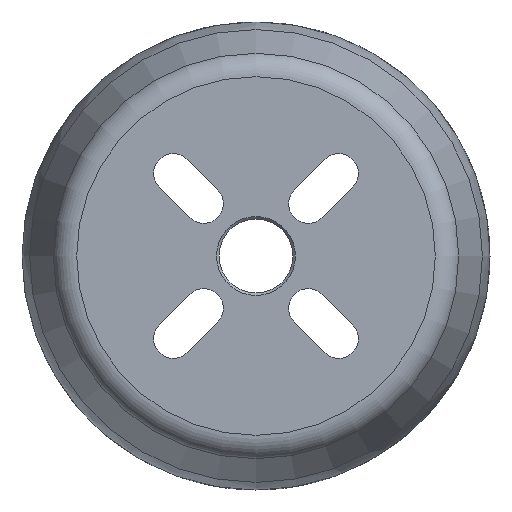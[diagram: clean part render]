
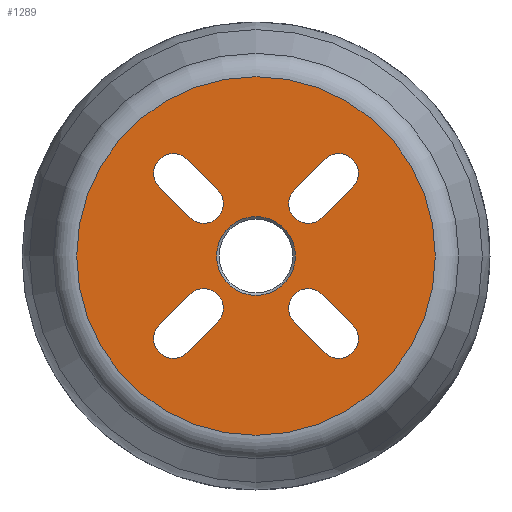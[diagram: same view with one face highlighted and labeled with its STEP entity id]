
A CAD part, front view. The second image highlights one B-rep face of the part: STEP entity #1289.
In plain terms, the highlighted planar face has unit normal (0, -1, 0).
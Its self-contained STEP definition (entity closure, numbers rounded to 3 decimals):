
#47=PLANE('',#1378);
#92=CIRCLE('',#1373,14.558);
#96=CIRCLE('',#1379,1.6);
#97=CIRCLE('',#1380,1.6);
#98=CIRCLE('',#1381,1.6);
#99=CIRCLE('',#1382,1.6);
#100=CIRCLE('',#1383,1.6);
#101=CIRCLE('',#1384,1.6);
#102=CIRCLE('',#1385,1.6);
#103=CIRCLE('',#1386,1.6);
#104=CIRCLE('',#1387,3.2);
#149=FACE_BOUND('',#265,.T.);
#150=FACE_BOUND('',#266,.T.);
#151=FACE_BOUND('',#267,.T.);
#152=FACE_BOUND('',#268,.T.);
#153=FACE_BOUND('',#269,.T.);
#195=FACE_OUTER_BOUND('',#264,.T.);
#264=EDGE_LOOP('',(#923));
#265=EDGE_LOOP('',(#924,#925,#926,#927));
#266=EDGE_LOOP('',(#928,#929,#930,#931));
#267=EDGE_LOOP('',(#932,#933,#934,#935));
#268=EDGE_LOOP('',(#936,#937,#938,#939));
#269=EDGE_LOOP('',(#940));
#366=LINE('',#2337,#465);
#367=LINE('',#2341,#466);
#368=LINE('',#2345,#467);
#369=LINE('',#2349,#468);
#370=LINE('',#2353,#469);
#371=LINE('',#2357,#470);
#372=LINE('',#2361,#471);
#373=LINE('',#2365,#472);
#465=VECTOR('',#1550,10.);
#466=VECTOR('',#1553,10.);
#467=VECTOR('',#1556,10.);
#468=VECTOR('',#1559,10.);
#469=VECTOR('',#1562,10.);
#470=VECTOR('',#1565,10.);
#471=VECTOR('',#1568,10.);
#472=VECTOR('',#1571,10.);
#571=VERTEX_POINT('',#2324);
#574=VERTEX_POINT('',#2335);
#575=VERTEX_POINT('',#2336);
#576=VERTEX_POINT('',#2338);
#577=VERTEX_POINT('',#2340);
#578=VERTEX_POINT('',#2343);
#579=VERTEX_POINT('',#2344);
#580=VERTEX_POINT('',#2346);
#581=VERTEX_POINT('',#2348);
#582=VERTEX_POINT('',#2351);
#583=VERTEX_POINT('',#2352);
#584=VERTEX_POINT('',#2354);
#585=VERTEX_POINT('',#2356);
#586=VERTEX_POINT('',#2359);
#587=VERTEX_POINT('',#2360);
#588=VERTEX_POINT('',#2362);
#589=VERTEX_POINT('',#2364);
#590=VERTEX_POINT('',#2367);
#708=EDGE_CURVE('',#571,#571,#92,.T.);
#713=EDGE_CURVE('',#574,#575,#366,.T.);
#714=EDGE_CURVE('',#575,#576,#96,.T.);
#715=EDGE_CURVE('',#576,#577,#367,.T.);
#716=EDGE_CURVE('',#577,#574,#97,.T.);
#717=EDGE_CURVE('',#578,#579,#368,.T.);
#718=EDGE_CURVE('',#579,#580,#98,.T.);
#719=EDGE_CURVE('',#580,#581,#369,.T.);
#720=EDGE_CURVE('',#581,#578,#99,.T.);
#721=EDGE_CURVE('',#582,#583,#370,.T.);
#722=EDGE_CURVE('',#583,#584,#100,.T.);
#723=EDGE_CURVE('',#584,#585,#371,.T.);
#724=EDGE_CURVE('',#585,#582,#101,.T.);
#725=EDGE_CURVE('',#586,#587,#372,.T.);
#726=EDGE_CURVE('',#587,#588,#102,.T.);
#727=EDGE_CURVE('',#588,#589,#373,.T.);
#728=EDGE_CURVE('',#589,#586,#103,.T.);
#729=EDGE_CURVE('',#590,#590,#104,.T.);
#923=ORIENTED_EDGE('',*,*,#708,.F.);
#924=ORIENTED_EDGE('',*,*,#713,.T.);
#925=ORIENTED_EDGE('',*,*,#714,.T.);
#926=ORIENTED_EDGE('',*,*,#715,.T.);
#927=ORIENTED_EDGE('',*,*,#716,.T.);
#928=ORIENTED_EDGE('',*,*,#717,.T.);
#929=ORIENTED_EDGE('',*,*,#718,.T.);
#930=ORIENTED_EDGE('',*,*,#719,.T.);
#931=ORIENTED_EDGE('',*,*,#720,.T.);
#932=ORIENTED_EDGE('',*,*,#721,.T.);
#933=ORIENTED_EDGE('',*,*,#722,.T.);
#934=ORIENTED_EDGE('',*,*,#723,.T.);
#935=ORIENTED_EDGE('',*,*,#724,.T.);
#936=ORIENTED_EDGE('',*,*,#725,.T.);
#937=ORIENTED_EDGE('',*,*,#726,.T.);
#938=ORIENTED_EDGE('',*,*,#727,.T.);
#939=ORIENTED_EDGE('',*,*,#728,.T.);
#940=ORIENTED_EDGE('',*,*,#729,.F.);
#1289=ADVANCED_FACE('',(#195,#149,#150,#151,#152,#153),#47,.F.);
#1373=AXIS2_PLACEMENT_3D('',#2326,#1537,#1538);
#1378=AXIS2_PLACEMENT_3D('',#2334,#1548,#1549);
#1379=AXIS2_PLACEMENT_3D('',#2339,#1551,#1552);
#1380=AXIS2_PLACEMENT_3D('',#2342,#1554,#1555);
#1381=AXIS2_PLACEMENT_3D('',#2347,#1557,#1558);
#1382=AXIS2_PLACEMENT_3D('',#2350,#1560,#1561);
#1383=AXIS2_PLACEMENT_3D('',#2355,#1563,#1564);
#1384=AXIS2_PLACEMENT_3D('',#2358,#1566,#1567);
#1385=AXIS2_PLACEMENT_3D('',#2363,#1569,#1570);
#1386=AXIS2_PLACEMENT_3D('',#2366,#1572,#1573);
#1387=AXIS2_PLACEMENT_3D('',#2368,#1574,#1575);
#1537=DIRECTION('center_axis',(0.,1.,0.));
#1538=DIRECTION('ref_axis',(1.,0.,0.));
#1548=DIRECTION('center_axis',(0.,1.,0.));
#1549=DIRECTION('ref_axis',(0.,0.,1.));
#1550=DIRECTION('',(-0.708,0.,0.706));
#1551=DIRECTION('center_axis',(0.,1.,0.));
#1552=DIRECTION('ref_axis',(-0.708,0.,-0.706));
#1553=DIRECTION('',(0.706,0.,-0.708));
#1554=DIRECTION('center_axis',(0.,1.,0.));
#1555=DIRECTION('ref_axis',(0.645,0.,0.764));
#1556=DIRECTION('',(-0.706,0.,0.708));
#1557=DIRECTION('center_axis',(0.,1.,0.));
#1558=DIRECTION('ref_axis',(-0.645,0.,-0.764));
#1559=DIRECTION('',(0.708,0.,-0.706));
#1560=DIRECTION('center_axis',(0.,1.,0.));
#1561=DIRECTION('ref_axis',(0.708,0.,0.706));
#1562=DIRECTION('',(0.706,0.,0.708));
#1563=DIRECTION('center_axis',(0.,1.,0.));
#1564=DIRECTION('ref_axis',(-0.706,0.,0.708));
#1565=DIRECTION('',(-0.708,0.,-0.706));
#1566=DIRECTION('center_axis',(0.,1.,0.));
#1567=DIRECTION('ref_axis',(0.764,0.,-0.645));
#1568=DIRECTION('',(-0.706,0.,-0.708));
#1569=DIRECTION('center_axis',(0.,1.,0.));
#1570=DIRECTION('ref_axis',(0.706,0.,-0.708));
#1571=DIRECTION('',(0.708,0.,0.706));
#1572=DIRECTION('center_axis',(0.,1.,0.));
#1573=DIRECTION('ref_axis',(-0.764,0.,0.645));
#1574=DIRECTION('center_axis',(0.,-1.,0.));
#1575=DIRECTION('ref_axis',(1.,0.,0.));
#2324=CARTESIAN_POINT('',(135.,-74.,-10.558));
#2326=CARTESIAN_POINT('Origin',(135.,-74.,4.));
#2334=CARTESIAN_POINT('Origin',(135.,-74.,4.));
#2335=CARTESIAN_POINT('',(140.495,-74.,-3.75));
#2336=CARTESIAN_POINT('',(138.109,-74.,-1.372));
#2337=CARTESIAN_POINT('',(135.986,-74.,0.744));
#2338=CARTESIAN_POINT('',(140.376,-74.,0.887));
#2339=CARTESIAN_POINT('Origin',(139.243,-74.,-0.243));
#2340=CARTESIAN_POINT('',(142.75,-74.,-1.495));
#2341=CARTESIAN_POINT('',(139.445,-74.,1.821));
#2342=CARTESIAN_POINT('Origin',(141.718,-74.,-2.718));
#2343=CARTESIAN_POINT('',(129.624,-74.,7.113));
#2344=CARTESIAN_POINT('',(127.25,-74.,9.495));
#2345=CARTESIAN_POINT('',(130.555,-74.,6.179));
#2346=CARTESIAN_POINT('',(129.505,-74.,11.75));
#2347=CARTESIAN_POINT('Origin',(128.282,-74.,10.718));
#2348=CARTESIAN_POINT('',(131.891,-74.,9.372));
#2349=CARTESIAN_POINT('',(134.014,-74.,7.256));
#2350=CARTESIAN_POINT('Origin',(130.757,-74.,8.243));
#2351=CARTESIAN_POINT('',(127.25,-74.,-1.495));
#2352=CARTESIAN_POINT('',(129.628,-74.,0.891));
#2353=CARTESIAN_POINT('',(131.744,-74.,3.014));
#2354=CARTESIAN_POINT('',(131.887,-74.,-1.376));
#2355=CARTESIAN_POINT('Origin',(130.757,-74.,-0.243));
#2356=CARTESIAN_POINT('',(129.505,-74.,-3.75));
#2357=CARTESIAN_POINT('',(132.821,-74.,-0.445));
#2358=CARTESIAN_POINT('Origin',(128.282,-74.,-2.718));
#2359=CARTESIAN_POINT('',(142.75,-74.,9.495));
#2360=CARTESIAN_POINT('',(140.372,-74.,7.109));
#2361=CARTESIAN_POINT('',(138.256,-74.,4.986));
#2362=CARTESIAN_POINT('',(138.113,-74.,9.376));
#2363=CARTESIAN_POINT('Origin',(139.243,-74.,8.243));
#2364=CARTESIAN_POINT('',(140.495,-74.,11.75));
#2365=CARTESIAN_POINT('',(137.179,-74.,8.445));
#2366=CARTESIAN_POINT('Origin',(141.718,-74.,10.718));
#2367=CARTESIAN_POINT('',(131.8,-74.,4.));
#2368=CARTESIAN_POINT('Origin',(135.,-74.,4.));
